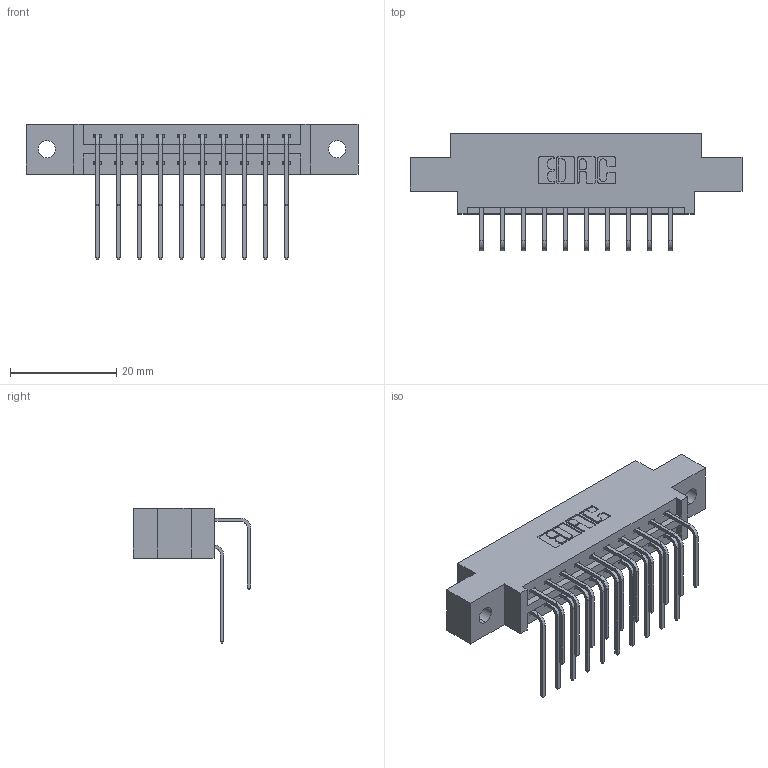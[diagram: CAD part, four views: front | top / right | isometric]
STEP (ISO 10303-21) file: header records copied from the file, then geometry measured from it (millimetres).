
FILE_DESCRIPTION (( 'STEP AP203' ), '1' );
FILE_NAME ('337-020-558-802.STEP', '2019-10-10T19:39:23', ( '' ), ( '' ), 'SwSTEP 2.0', 'SolidWorks 2016', '' );
FILE_SCHEMA (( 'CONFIG_CONTROL_DESIGN' ));
Length unit declared in the file: inch
Products named in the file (4): 337 Part_0.170 Offset - 0.128 Dia; 345-292-001_558 Tail - 2; 337-020-558-802; 345-292-001_558 559 Tail - 1
Assembly tree (21 placements, depth 2):
  337-020-558-802
    337 Part_0.170 Offset - 0.128 Dia
    345-292-001_558 559 Tail - 1  x10
    345-292-001_558 Tail - 2  x10
Bounding box: 62.64 x 22.17 x 25.53 mm (x, y, z)
Volume: 6136.4 mm3; surface area: 7040.8 mm2
Topology: 21 solids, 21 shells, 1238 faces, 3663 edges, 2414 vertices
Faces by surface type: plane 874, cylinder 364
Entity records: 13811 total; most frequent: CARTESIAN_POINT 2401, ORIENTED_EDGE 2286, DIRECTION 2083, EDGE_CURVE 1143, LINE 975, VECTOR 975, VERTEX_POINT 758, AXIS2_PLACEMENT_3D 554
